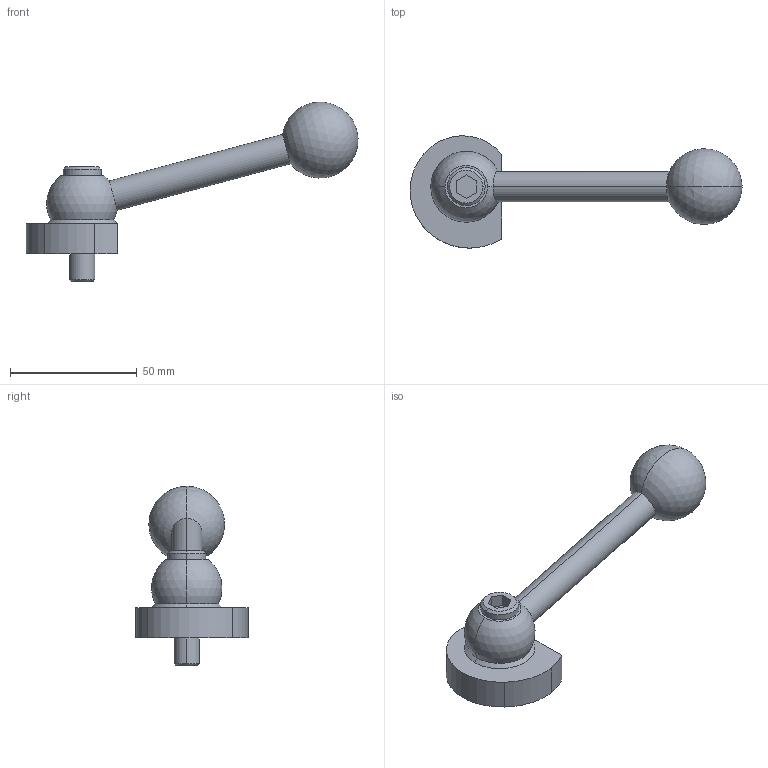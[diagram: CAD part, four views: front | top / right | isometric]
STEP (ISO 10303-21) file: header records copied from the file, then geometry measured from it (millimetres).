
FILE_DESCRIPTION(('STEP AP214'),'1');
FILE_NAME(' ',' ',('TraceParts'),('TraceParts S.A.'),'XStep 1.0',' ',' ');
FILE_SCHEMA(('automotive_design'));
Length unit declared in the file: millimetre
Products named in the file (1): 1
Bounding box: 131.18 x 44.37 x 70.97 mm (x, y, z)
Volume: 49213.9 mm3; surface area: 11494.9 mm2
Topology: 1 solids, 1 shells, 36 faces, 82 edges, 49 vertices
Faces by surface type: plane 13, cylinder 11, cone 8, sphere 4
Entity records: 1956 total; most frequent: DIRECTION 193, STYLED_ITEM 166, PRESENTATION_STYLE_ASSIGNMENT 166, CARTESIAN_POINT 166, COLOUR_RGB 166, ORIENTED_EDGE 160, EDGE_CURVE 80, CURVE_STYLE 80
